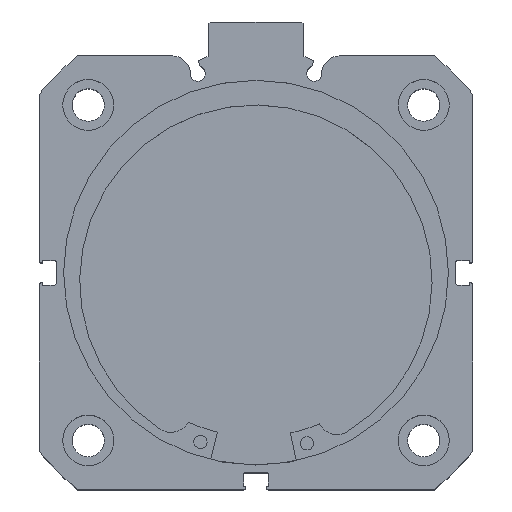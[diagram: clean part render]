
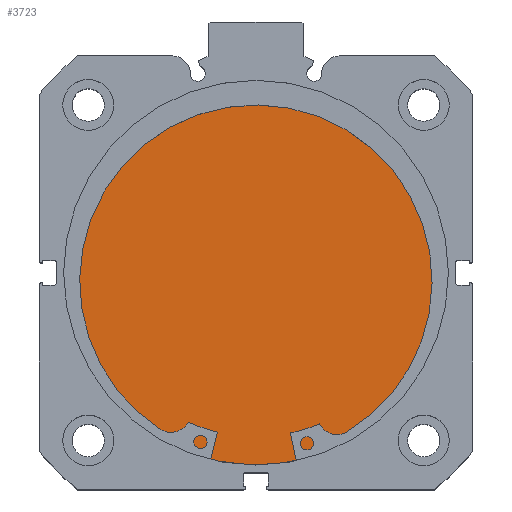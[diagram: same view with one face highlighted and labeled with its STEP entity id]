
A CAD part, top view. The second image highlights one B-rep face of the part: STEP entity #3723.
In plain terms, the highlighted face is planar.
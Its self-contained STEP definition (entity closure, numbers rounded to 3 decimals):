
#1101 = ORIENTED_EDGE ( 'NONE', *, *, #5725, .F. ) ;
#1140 = ORIENTED_EDGE ( 'NONE', *, *, #5715, .F. ) ;
#2518 = FACE_OUTER_BOUND ( 'NONE', #3931, .T. ) ;
#3012 = CIRCLE ( 'NONE', #6204, 51. ) ;
#3026 = CIRCLE ( 'NONE', #6208, 51. ) ;
#3093 = CARTESIAN_POINT ( 'NONE',  ( 13., 0., 0. ) ) ;
#3094 = DIRECTION ( 'NONE',  ( -1., 0., 0. ) ) ;
#3095 = DIRECTION ( 'NONE',  ( 0., 0., 1. ) ) ;
#3109 = CARTESIAN_POINT ( 'NONE',  ( 13., 0., 0. ) ) ;
#3122 = DIRECTION ( 'NONE',  ( -1., 0., 0. ) ) ;
#3123 = DIRECTION ( 'NONE',  ( 0., 0., 1. ) ) ;
#3166 = CARTESIAN_POINT ( 'NONE',  ( 13., 0., 51. ) ) ;
#3401 = CARTESIAN_POINT ( 'NONE',  ( 13., 0., -51. ) ) ;
#3723 = ADVANCED_FACE ( 'NONE', ( #2518 ), #4577, .F. ) ;
#3931 = EDGE_LOOP ( 'NONE', ( #1140, #1101 ) ) ;
#4576 = CARTESIAN_POINT ( 'NONE',  ( 13., 51., 0. ) ) ;
#4577 = PLANE ( 'NONE',  #6038 ) ;
#4579 = DIRECTION ( 'NONE',  ( -1., 0., 0. ) ) ;
#4580 = DIRECTION ( 'NONE',  ( 0., 0., 1. ) ) ;
#5715 = EDGE_CURVE ( 'NONE', #6301, #6905, #3012, .T. ) ;
#5725 = EDGE_CURVE ( 'NONE', #6905, #6301, #3026, .T. ) ;
#6038 = AXIS2_PLACEMENT_3D ( 'NONE', #4576, #4579, #4580 ) ;
#6204 = AXIS2_PLACEMENT_3D ( 'NONE', #3093, #3094, #3095 ) ;
#6208 = AXIS2_PLACEMENT_3D ( 'NONE', #3109, #3122, #3123 ) ;
#6301 = VERTEX_POINT ( 'NONE', #3166 ) ;
#6905 = VERTEX_POINT ( 'NONE', #3401 ) ;
